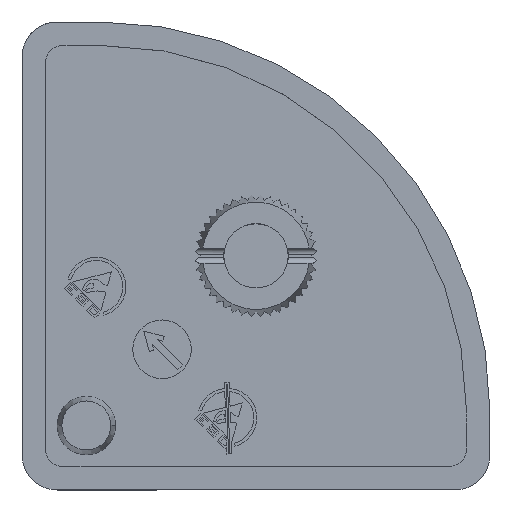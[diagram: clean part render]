
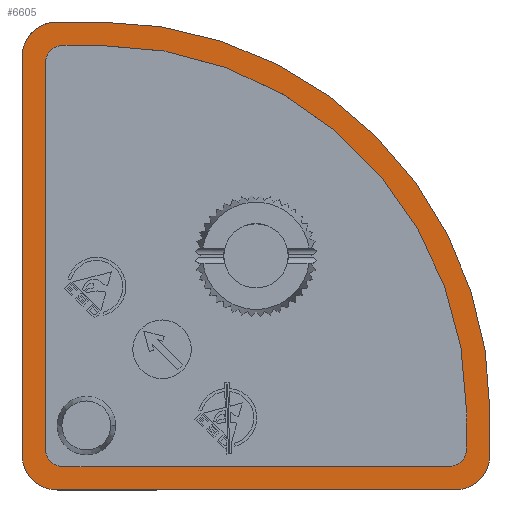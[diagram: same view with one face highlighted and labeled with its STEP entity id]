
A CAD part, top view. The second image highlights one B-rep face of the part: STEP entity #6605.
In plain terms, the highlighted planar face has unit normal (0, 0, 1).
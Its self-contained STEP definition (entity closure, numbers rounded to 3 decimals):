
#42 = ORIENTED_EDGE ( 'NONE', *, *, #5110, .F. ) ;
#202 = DIRECTION ( 'NONE',  ( 0., 0., -1. ) ) ;
#207 = CARTESIAN_POINT ( 'NONE',  ( -15.135, -13.3, 0. ) ) ;
#396 = VECTOR ( 'NONE', #13367, 1000. ) ;
#448 = CARTESIAN_POINT ( 'NONE',  ( 14.649, -16.5, 0. ) ) ;
#460 = DIRECTION ( 'NONE',  ( 0., 0., -1. ) ) ;
#1070 = CARTESIAN_POINT ( 'NONE',  ( -21.835, -20., 0. ) ) ;
#1215 = CARTESIAN_POINT ( 'NONE',  ( 18.165, -13.3, 0. ) ) ;
#1448 = DIRECTION ( 'NONE',  ( -1., 0., 0. ) ) ;
#1565 = CIRCLE ( 'NONE', #2571, 3. ) ;
#1596 = CARTESIAN_POINT ( 'NONE',  ( 14.649, -18., 0. ) ) ;
#1643 = DIRECTION ( 'NONE',  ( 1., 0., 0. ) ) ;
#1702 = CARTESIAN_POINT ( 'NONE',  ( 18.165, -20., 0. ) ) ;
#1880 = DIRECTION ( 'NONE',  ( -1., 0., 0. ) ) ;
#1957 = VECTOR ( 'NONE', #18529, 1000. ) ;
#1965 = CARTESIAN_POINT ( 'NONE',  ( 15.165, -20., 0. ) ) ;
#2184 = AXIS2_PLACEMENT_3D ( 'NONE', #16516, #7818, #17968 ) ;
#2277 = CIRCLE ( 'NONE', #2184, 3. ) ;
#2283 = DIRECTION ( 'NONE',  ( 0., 0., 1. ) ) ;
#2464 = LINE ( 'NONE', #5590, #15528 ) ;
#2571 = AXIS2_PLACEMENT_3D ( 'NONE', #3511, #13505, #4910 ) ;
#2748 = FACE_OUTER_BOUND ( 'NONE', #13273, .T. ) ;
#2765 = ORIENTED_EDGE ( 'NONE', *, *, #14610, .T. ) ;
#2929 = DIRECTION ( 'NONE',  ( 0., 0., -1. ) ) ;
#3073 = VERTEX_POINT ( 'NONE', #1965 ) ;
#3166 = CARTESIAN_POINT ( 'NONE',  ( 18.165, -17., 0. ) ) ;
#3169 = VERTEX_POINT ( 'NONE', #4449 ) ;
#3190 = EDGE_CURVE ( 'NONE', #12701, #15608, #10037, .T. ) ;
#3308 = EDGE_CURVE ( 'NONE', #3073, #18152, #11595, .T. ) ;
#3502 = CARTESIAN_POINT ( 'NONE',  ( -15.135, 18., 0. ) ) ;
#3511 = CARTESIAN_POINT ( 'NONE',  ( -18.835, -17., 0. ) ) ;
#3667 = PLANE ( 'NONE',  #8639 ) ;
#3668 = CARTESIAN_POINT ( 'NONE',  ( -15.135, -13.3, 0. ) ) ;
#3825 = DIRECTION ( 'NONE',  ( -1., 0., 0. ) ) ;
#3862 = VERTEX_POINT ( 'NONE', #8424 ) ;
#3955 = CARTESIAN_POINT ( 'NONE',  ( 0., -18., 0. ) ) ;
#3982 = VERTEX_POINT ( 'NONE', #1596 ) ;
#4028 = CARTESIAN_POINT ( 'NONE',  ( 16.149, -16.5, 0. ) ) ;
#4161 = ORIENTED_EDGE ( 'NONE', *, *, #8825, .T. ) ;
#4182 = ORIENTED_EDGE ( 'NONE', *, *, #16950, .T. ) ;
#4449 = CARTESIAN_POINT ( 'NONE',  ( -21.835, -17., 0. ) ) ;
#4717 = CARTESIAN_POINT ( 'NONE',  ( -19.835, 0., 0. ) ) ;
#4850 = LINE ( 'NONE', #3955, #8685 ) ;
#4910 = DIRECTION ( 'NONE',  ( 1., 0., 0. ) ) ;
#5081 = DIRECTION ( 'NONE',  ( 1., 0., 0. ) ) ;
#5110 = EDGE_CURVE ( 'NONE', #5986, #12835, #2464, .T. ) ;
#5232 = VERTEX_POINT ( 'NONE', #3502 ) ;
#5590 = CARTESIAN_POINT ( 'NONE',  ( 18.165, 20., 0. ) ) ;
#5736 = VERTEX_POINT ( 'NONE', #17993 ) ;
#5832 = CARTESIAN_POINT ( 'NONE',  ( -15.135, 20., 0. ) ) ;
#5986 = VERTEX_POINT ( 'NONE', #8287 ) ;
#6093 = FACE_BOUND ( 'NONE', #15418, .T. ) ;
#6124 = ORIENTED_EDGE ( 'NONE', *, *, #7869, .T. ) ;
#6605 = ADVANCED_FACE ( 'NONE', ( #2748, #6093 ), #3667, .T. ) ;
#6693 = VERTEX_POINT ( 'NONE', #8231 ) ;
#6732 = VERTEX_POINT ( 'NONE', #4028 ) ;
#6809 = CIRCLE ( 'NONE', #9681, 3. ) ;
#6888 = VECTOR ( 'NONE', #8867, 1000. ) ;
#6964 = ORIENTED_EDGE ( 'NONE', *, *, #3308, .F. ) ;
#7121 = CIRCLE ( 'NONE', #13385, 1.5 ) ;
#7165 = EDGE_CURVE ( 'NONE', #12835, #12701, #17588, .T. ) ;
#7290 = CARTESIAN_POINT ( 'NONE',  ( -18.835, 17., 0. ) ) ;
#7548 = ORIENTED_EDGE ( 'NONE', *, *, #17237, .T. ) ;
#7793 = AXIS2_PLACEMENT_3D ( 'NONE', #9040, #460, #10487 ) ;
#7818 = DIRECTION ( 'NONE',  ( 0., 0., 1. ) ) ;
#7869 = EDGE_CURVE ( 'NONE', #11542, #3862, #9595, .T. ) ;
#8033 = VERTEX_POINT ( 'NONE', #10819 ) ;
#8204 = EDGE_CURVE ( 'NONE', #3169, #5736, #16627, .T. ) ;
#8231 = CARTESIAN_POINT ( 'NONE',  ( 16.165, -13.3, 0. ) ) ;
#8287 = CARTESIAN_POINT ( 'NONE',  ( -18.835, 20., 0. ) ) ;
#8423 = CIRCLE ( 'NONE', #11260, 1.5 ) ;
#8424 = CARTESIAN_POINT ( 'NONE',  ( -19.835, 16.5, 0. ) ) ;
#8639 = AXIS2_PLACEMENT_3D ( 'NONE', #10888, #2283, #12307 ) ;
#8643 = LINE ( 'NONE', #15676, #15890 ) ;
#8685 = VECTOR ( 'NONE', #3825, 1000. ) ;
#8749 = DIRECTION ( 'NONE',  ( 1., 0., 0. ) ) ;
#8777 = CARTESIAN_POINT ( 'NONE',  ( -18.335, -16.5, 0. ) ) ;
#8780 = ORIENTED_EDGE ( 'NONE', *, *, #14924, .T. ) ;
#8825 = EDGE_CURVE ( 'NONE', #15094, #11542, #8423, .T. ) ;
#8867 = DIRECTION ( 'NONE',  ( 0., 1., 0. ) ) ;
#8881 = ORIENTED_EDGE ( 'NONE', *, *, #18096, .T. ) ;
#9040 = CARTESIAN_POINT ( 'NONE',  ( -15.135, -13.3, 0. ) ) ;
#9161 = VECTOR ( 'NONE', #13306, 1000. ) ;
#9258 = CARTESIAN_POINT ( 'NONE',  ( 16.149, -14.3, 0. ) ) ;
#9595 = LINE ( 'NONE', #4717, #9161 ) ;
#9681 = AXIS2_PLACEMENT_3D ( 'NONE', #7290, #17417, #8749 ) ;
#10037 = LINE ( 'NONE', #1702, #1957 ) ;
#10222 = DIRECTION ( 'NONE',  ( -1., 0., 0. ) ) ;
#10227 = DIRECTION ( 'NONE',  ( 0., 0., -1. ) ) ;
#10368 = CIRCLE ( 'NONE', #15133, 1.5 ) ;
#10476 = DIRECTION ( 'NONE',  ( 0., 0., -1. ) ) ;
#10487 = DIRECTION ( 'NONE',  ( 1., 0., 0. ) ) ;
#10510 = CARTESIAN_POINT ( 'NONE',  ( 16.149, 0., 0. ) ) ;
#10715 = VECTOR ( 'NONE', #1448, 1000. ) ;
#10742 = CIRCLE ( 'NONE', #14595, 31.3 ) ;
#10819 = CARTESIAN_POINT ( 'NONE',  ( -18.335, 18., 0. ) ) ;
#10888 = CARTESIAN_POINT ( 'NONE',  ( 0., 0., 0. ) ) ;
#10964 = CARTESIAN_POINT ( 'NONE',  ( -19.835, -16.5, 0. ) ) ;
#11260 = AXIS2_PLACEMENT_3D ( 'NONE', #8777, #202, #10222 ) ;
#11508 = CARTESIAN_POINT ( 'NONE',  ( -18.335, 16.5, 0. ) ) ;
#11542 = VERTEX_POINT ( 'NONE', #10964 ) ;
#11560 = ORIENTED_EDGE ( 'NONE', *, *, #18260, .T. ) ;
#11595 = LINE ( 'NONE', #1070, #10715 ) ;
#11815 = LINE ( 'NONE', #10510, #396 ) ;
#12135 = ORIENTED_EDGE ( 'NONE', *, *, #7165, .F. ) ;
#12147 = VERTEX_POINT ( 'NONE', #9258 ) ;
#12205 = EDGE_CURVE ( 'NONE', #5232, #6693, #10742, .T. ) ;
#12307 = DIRECTION ( 'NONE',  ( 1., 0., 0. ) ) ;
#12701 = VERTEX_POINT ( 'NONE', #1215 ) ;
#12835 = VERTEX_POINT ( 'NONE', #5832 ) ;
#12949 = DIRECTION ( 'NONE',  ( -1., 0., 0. ) ) ;
#13273 = EDGE_LOOP ( 'NONE', ( #15706, #4182, #6964, #17834, #17151, #12135, #42, #18307 ) ) ;
#13306 = DIRECTION ( 'NONE',  ( 0., 1., 0. ) ) ;
#13367 = DIRECTION ( 'NONE',  ( 0., -1., 0. ) ) ;
#13385 = AXIS2_PLACEMENT_3D ( 'NONE', #11508, #2929, #12949 ) ;
#13386 = AXIS2_PLACEMENT_3D ( 'NONE', #207, #10227, #1643 ) ;
#13505 = DIRECTION ( 'NONE',  ( 0., 0., 1. ) ) ;
#13689 = DIRECTION ( 'NONE',  ( 0., 0., -1. ) ) ;
#14365 = CARTESIAN_POINT ( 'NONE',  ( -18.835, -20., 0. ) ) ;
#14595 = AXIS2_PLACEMENT_3D ( 'NONE', #3668, #13689, #5081 ) ;
#14610 = EDGE_CURVE ( 'NONE', #3982, #15094, #4850, .T. ) ;
#14924 = EDGE_CURVE ( 'NONE', #6693, #12147, #17268, .T. ) ;
#15091 = ORIENTED_EDGE ( 'NONE', *, *, #12205, .T. ) ;
#15094 = VERTEX_POINT ( 'NONE', #16315 ) ;
#15133 = AXIS2_PLACEMENT_3D ( 'NONE', #448, #10476, #1880 ) ;
#15418 = EDGE_LOOP ( 'NONE', ( #16490, #11560, #2765, #4161, #6124, #7548, #8881, #15091, #8780 ) ) ;
#15525 = EDGE_CURVE ( 'NONE', #5736, #5986, #6809, .T. ) ;
#15528 = VECTOR ( 'NONE', #18642, 1000. ) ;
#15608 = VERTEX_POINT ( 'NONE', #3166 ) ;
#15676 = CARTESIAN_POINT ( 'NONE',  ( 0., 18., 0. ) ) ;
#15706 = ORIENTED_EDGE ( 'NONE', *, *, #8204, .F. ) ;
#15890 = VECTOR ( 'NONE', #17123, 1000. ) ;
#16081 = CARTESIAN_POINT ( 'NONE',  ( -21.835, 20., 0. ) ) ;
#16278 = EDGE_CURVE ( 'NONE', #3073, #15608, #2277, .T. ) ;
#16315 = CARTESIAN_POINT ( 'NONE',  ( -18.335, -18., 0. ) ) ;
#16490 = ORIENTED_EDGE ( 'NONE', *, *, #17410, .T. ) ;
#16516 = CARTESIAN_POINT ( 'NONE',  ( 15.165, -17., 0. ) ) ;
#16627 = LINE ( 'NONE', #16081, #6888 ) ;
#16950 = EDGE_CURVE ( 'NONE', #3169, #18152, #1565, .T. ) ;
#17123 = DIRECTION ( 'NONE',  ( 1., 0., 0. ) ) ;
#17151 = ORIENTED_EDGE ( 'NONE', *, *, #3190, .F. ) ;
#17237 = EDGE_CURVE ( 'NONE', #3862, #8033, #7121, .T. ) ;
#17268 = CIRCLE ( 'NONE', #13386, 31.3 ) ;
#17410 = EDGE_CURVE ( 'NONE', #12147, #6732, #11815, .T. ) ;
#17417 = DIRECTION ( 'NONE',  ( 0., 0., -1. ) ) ;
#17588 = CIRCLE ( 'NONE', #7793, 33.3 ) ;
#17834 = ORIENTED_EDGE ( 'NONE', *, *, #16278, .T. ) ;
#17968 = DIRECTION ( 'NONE',  ( 1., 0., 0. ) ) ;
#17993 = CARTESIAN_POINT ( 'NONE',  ( -21.835, 17., 0. ) ) ;
#18096 = EDGE_CURVE ( 'NONE', #8033, #5232, #8643, .T. ) ;
#18152 = VERTEX_POINT ( 'NONE', #14365 ) ;
#18260 = EDGE_CURVE ( 'NONE', #6732, #3982, #10368, .T. ) ;
#18307 = ORIENTED_EDGE ( 'NONE', *, *, #15525, .F. ) ;
#18529 = DIRECTION ( 'NONE',  ( 0., -1., 0. ) ) ;
#18642 = DIRECTION ( 'NONE',  ( 1., 0., 0. ) ) ;
